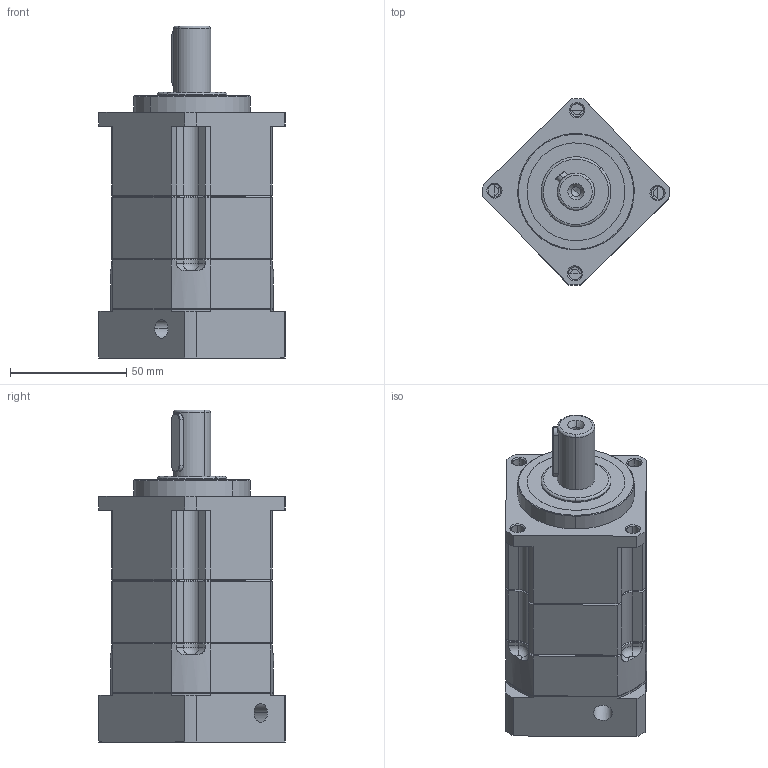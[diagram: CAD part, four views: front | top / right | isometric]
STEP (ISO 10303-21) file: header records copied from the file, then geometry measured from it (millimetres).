
FILE_DESCRIPTION (( 'STEP AP214' ), '1' );
FILE_NAME ('SB060-L2-8-30-45M3.STEP', '2024-01-06T07:26:25', ( 'admin' ), ( '' ), 'SwSTEP 2.0', 'SolidWorks 2013', '' );
FILE_SCHEMA (( 'AUTOMOTIVE_DESIGN' ));
Length unit declared in the file: millimetre
Products named in the file (5): 60_X2_8F9351656CD55170_X0_-30-45M3; SB060-L2_X2_58F34F537AEF_X0_-14; 14_X2_8F6C_X0_8_X2_5957_X0_; SB060_X2_8F9351FA7AEF_X0_; SB060-L2-8-30-45M3
Assembly tree (4 placements, depth 2):
  SB060-L2-8-30-45M3
    SB060_X2_8F9351FA7AEF_X0_
    14_X2_8F6C_X0_8_X2_5957_X0_
    SB060-L2_X2_58F34F537AEF_X0_-14
    60_X2_8F9351656CD55170_X0_-30-45M3
Bounding box: 80 x 80 x 142.5 mm (x, y, z)
Volume: 347851.7 mm3; surface area: 62866.7 mm2
Topology: 4 solids, 4 shells, 562 faces, 1322 edges, 797 vertices
Faces by surface type: plane 222, cylinder 187, cone 115, bspline 34, torus 4
Entity records: 23502 total; most frequent: CARTESIAN_POINT 4433, DIRECTION 2690, ORIENTED_EDGE 2600, EDGE_CURVE 1300, AXIS2_PLACEMENT_3D 1017, VERTEX_POINT 797, LINE 656, VECTOR 656
